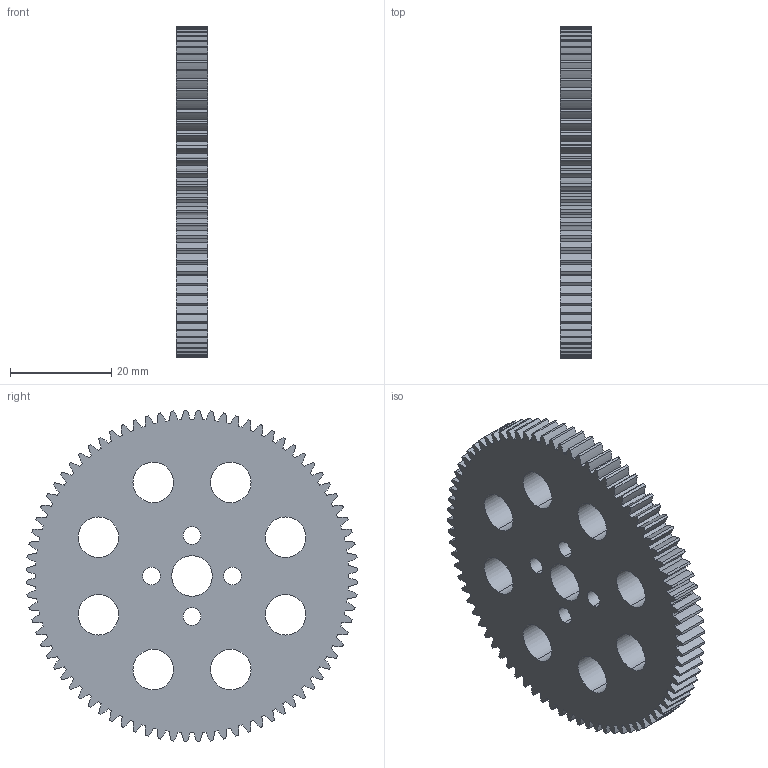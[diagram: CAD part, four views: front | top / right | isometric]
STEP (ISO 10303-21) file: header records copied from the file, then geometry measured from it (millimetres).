
FILE_DESCRIPTION (( 'STEP AP214' ), '1' );
FILE_NAME ('Gear 80 Tooth.step', '2017-10-17T01:14:51', ( '' ), ( '' ), 'SwSTEP 2.0', 'SolidWorks 2017', '' );
FILE_SCHEMA (( 'AUTOMOTIVE_DESIGN' ));
Length unit declared in the file: millimetre
Products named in the file (1): Gear 80 Tooth
Bounding box: 6.2 x 65.57 x 65.57 mm (x, y, z)
Volume: 16742.2 mm3; surface area: 9572.4 mm2
Topology: 1 solids, 1 shells, 353 faces, 1053 edges, 702 vertices
Faces by surface type: cylinder 351, plane 2
Entity records: 12395 total; most frequent: DIRECTION 2463, CARTESIAN_POINT 2109, ORIENTED_EDGE 2106, AXIS2_PLACEMENT_3D 1056, EDGE_CURVE 1053, VERTEX_POINT 702, CIRCLE 702, EDGE_LOOP 379
